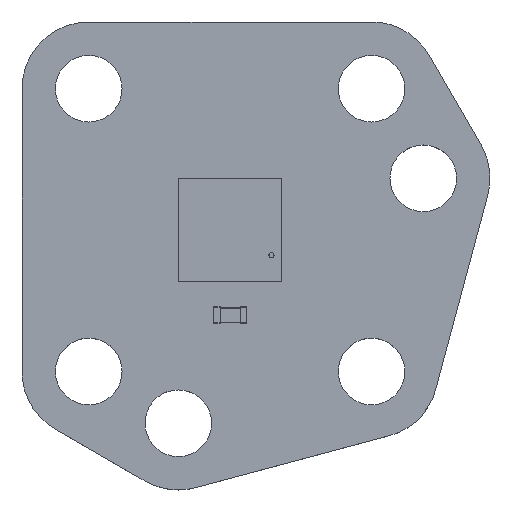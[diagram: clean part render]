
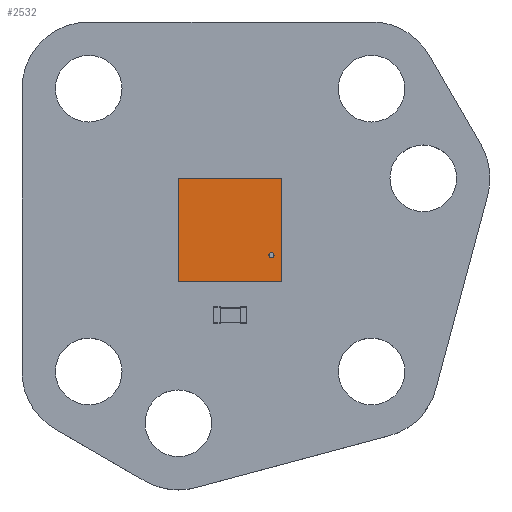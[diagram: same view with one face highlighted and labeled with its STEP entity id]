
A CAD part, top view. The second image highlights one B-rep face of the part: STEP entity #2532.
In plain terms, the highlighted planar face has unit normal (0, 0, 1).
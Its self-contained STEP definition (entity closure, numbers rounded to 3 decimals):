
#2226 = PLANE('',#2227);
#2227 = AXIS2_PLACEMENT_3D('',#2228,#2229,#2230);
#2228 = CARTESIAN_POINT('',(-1.549,-1.549,0.051));
#2229 = DIRECTION('',(0.,-1.,0.));
#2230 = DIRECTION('',(0.,0.,1.));
#2251 = VERTEX_POINT('',#2252);
#2252 = CARTESIAN_POINT('',(1.549,-1.549,0.94));
#2266 = PLANE('',#2267);
#2267 = AXIS2_PLACEMENT_3D('',#2268,#2269,#2270);
#2268 = CARTESIAN_POINT('',(1.549,-1.549,0.051));
#2269 = DIRECTION('',(1.,0.,0.));
#2270 = DIRECTION('',(0.,0.,1.));
#2278 = EDGE_CURVE('',#2279,#2251,#2281,.T.);
#2279 = VERTEX_POINT('',#2280);
#2280 = CARTESIAN_POINT('',(-1.549,-1.549,0.94));
#2281 = SURFACE_CURVE('',#2282,(#2286,#2293),.PCURVE_S1.);
#2282 = LINE('',#2283,#2284);
#2283 = CARTESIAN_POINT('',(-1.549,-1.549,0.94));
#2284 = VECTOR('',#2285,1.);
#2285 = DIRECTION('',(1.,0.,0.));
#2286 = PCURVE('',#2226,#2287);
#2287 = DEFINITIONAL_REPRESENTATION('',(#2288),#2292);
#2288 = LINE('',#2289,#2290);
#2289 = CARTESIAN_POINT('',(0.889,0.));
#2290 = VECTOR('',#2291,1.);
#2291 = DIRECTION('',(0.,-1.));
#2292 = ( GEOMETRIC_REPRESENTATION_CONTEXT(2) 
PARAMETRIC_REPRESENTATION_CONTEXT() REPRESENTATION_CONTEXT('2D SPACE',''
  ) );
#2293 = PCURVE('',#2294,#2299);
#2294 = PLANE('',#2295);
#2295 = AXIS2_PLACEMENT_3D('',#2296,#2297,#2298);
#2296 = CARTESIAN_POINT('',(-1.549,-1.549,0.94));
#2297 = DIRECTION('',(0.,0.,1.));
#2298 = DIRECTION('',(0.,1.,0.));
#2299 = DEFINITIONAL_REPRESENTATION('',(#2300),#2304);
#2300 = LINE('',#2301,#2302);
#2301 = CARTESIAN_POINT('',(0.,0.));
#2302 = VECTOR('',#2303,1.);
#2303 = DIRECTION('',(0.,-1.));
#2304 = ( GEOMETRIC_REPRESENTATION_CONTEXT(2) 
PARAMETRIC_REPRESENTATION_CONTEXT() REPRESENTATION_CONTEXT('2D SPACE',''
  ) );
#2320 = PLANE('',#2321);
#2321 = AXIS2_PLACEMENT_3D('',#2322,#2323,#2324);
#2322 = CARTESIAN_POINT('',(-1.549,1.549,0.051));
#2323 = DIRECTION('',(-1.,0.,0.));
#2324 = DIRECTION('',(0.,0.,1.));
#2359 = VERTEX_POINT('',#2360);
#2360 = CARTESIAN_POINT('',(1.549,1.549,0.94));
#2374 = PLANE('',#2375);
#2375 = AXIS2_PLACEMENT_3D('',#2376,#2377,#2378);
#2376 = CARTESIAN_POINT('',(1.549,1.549,0.051));
#2377 = DIRECTION('',(0.,1.,0.));
#2378 = DIRECTION('',(0.,-0.,1.));
#2386 = EDGE_CURVE('',#2251,#2359,#2387,.T.);
#2387 = SURFACE_CURVE('',#2388,(#2392,#2399),.PCURVE_S1.);
#2388 = LINE('',#2389,#2390);
#2389 = CARTESIAN_POINT('',(1.549,-1.549,0.94));
#2390 = VECTOR('',#2391,1.);
#2391 = DIRECTION('',(0.,1.,0.));
#2392 = PCURVE('',#2266,#2393);
#2393 = DEFINITIONAL_REPRESENTATION('',(#2394),#2398);
#2394 = LINE('',#2395,#2396);
#2395 = CARTESIAN_POINT('',(0.889,0.));
#2396 = VECTOR('',#2397,1.);
#2397 = DIRECTION('',(0.,-1.));
#2398 = ( GEOMETRIC_REPRESENTATION_CONTEXT(2) 
PARAMETRIC_REPRESENTATION_CONTEXT() REPRESENTATION_CONTEXT('2D SPACE',''
  ) );
#2399 = PCURVE('',#2294,#2400);
#2400 = DEFINITIONAL_REPRESENTATION('',(#2401),#2405);
#2401 = LINE('',#2402,#2403);
#2402 = CARTESIAN_POINT('',(0.,-3.098));
#2403 = VECTOR('',#2404,1.);
#2404 = DIRECTION('',(1.,0.));
#2405 = ( GEOMETRIC_REPRESENTATION_CONTEXT(2) 
PARAMETRIC_REPRESENTATION_CONTEXT() REPRESENTATION_CONTEXT('2D SPACE',''
  ) );
#2435 = VERTEX_POINT('',#2436);
#2436 = CARTESIAN_POINT('',(-1.549,1.549,0.94));
#2457 = EDGE_CURVE('',#2359,#2435,#2458,.T.);
#2458 = SURFACE_CURVE('',#2459,(#2463,#2470),.PCURVE_S1.);
#2459 = LINE('',#2460,#2461);
#2460 = CARTESIAN_POINT('',(1.549,1.549,0.94));
#2461 = VECTOR('',#2462,1.);
#2462 = DIRECTION('',(-1.,0.,0.));
#2463 = PCURVE('',#2374,#2464);
#2464 = DEFINITIONAL_REPRESENTATION('',(#2465),#2469);
#2465 = LINE('',#2466,#2467);
#2466 = CARTESIAN_POINT('',(0.889,0.));
#2467 = VECTOR('',#2468,1.);
#2468 = DIRECTION('',(0.,-1.));
#2469 = ( GEOMETRIC_REPRESENTATION_CONTEXT(2) 
PARAMETRIC_REPRESENTATION_CONTEXT() REPRESENTATION_CONTEXT('2D SPACE',''
  ) );
#2470 = PCURVE('',#2294,#2471);
#2471 = DEFINITIONAL_REPRESENTATION('',(#2472),#2476);
#2472 = LINE('',#2473,#2474);
#2473 = CARTESIAN_POINT('',(3.098,-3.098));
#2474 = VECTOR('',#2475,1.);
#2475 = DIRECTION('',(0.,1.));
#2476 = ( GEOMETRIC_REPRESENTATION_CONTEXT(2) 
PARAMETRIC_REPRESENTATION_CONTEXT() REPRESENTATION_CONTEXT('2D SPACE',''
  ) );
#2504 = EDGE_CURVE('',#2435,#2279,#2505,.T.);
#2505 = SURFACE_CURVE('',#2506,(#2510,#2517),.PCURVE_S1.);
#2506 = LINE('',#2507,#2508);
#2507 = CARTESIAN_POINT('',(-1.549,1.549,0.94));
#2508 = VECTOR('',#2509,1.);
#2509 = DIRECTION('',(0.,-1.,0.));
#2510 = PCURVE('',#2320,#2511);
#2511 = DEFINITIONAL_REPRESENTATION('',(#2512),#2516);
#2512 = LINE('',#2513,#2514);
#2513 = CARTESIAN_POINT('',(0.889,0.));
#2514 = VECTOR('',#2515,1.);
#2515 = DIRECTION('',(0.,-1.));
#2516 = ( GEOMETRIC_REPRESENTATION_CONTEXT(2) 
PARAMETRIC_REPRESENTATION_CONTEXT() REPRESENTATION_CONTEXT('2D SPACE',''
  ) );
#2517 = PCURVE('',#2294,#2518);
#2518 = DEFINITIONAL_REPRESENTATION('',(#2519),#2523);
#2519 = LINE('',#2520,#2521);
#2520 = CARTESIAN_POINT('',(3.098,0.));
#2521 = VECTOR('',#2522,1.);
#2522 = DIRECTION('',(-1.,0.));
#2523 = ( GEOMETRIC_REPRESENTATION_CONTEXT(2) 
PARAMETRIC_REPRESENTATION_CONTEXT() REPRESENTATION_CONTEXT('2D SPACE',''
  ) );
#2532 = ADVANCED_FACE('',(#2533),#2294,.T.);
#2533 = FACE_BOUND('',#2534,.T.);
#2534 = EDGE_LOOP('',(#2535,#2536,#2537,#2538));
#2535 = ORIENTED_EDGE('',*,*,#2278,.T.);
#2536 = ORIENTED_EDGE('',*,*,#2386,.T.);
#2537 = ORIENTED_EDGE('',*,*,#2457,.T.);
#2538 = ORIENTED_EDGE('',*,*,#2504,.T.);
